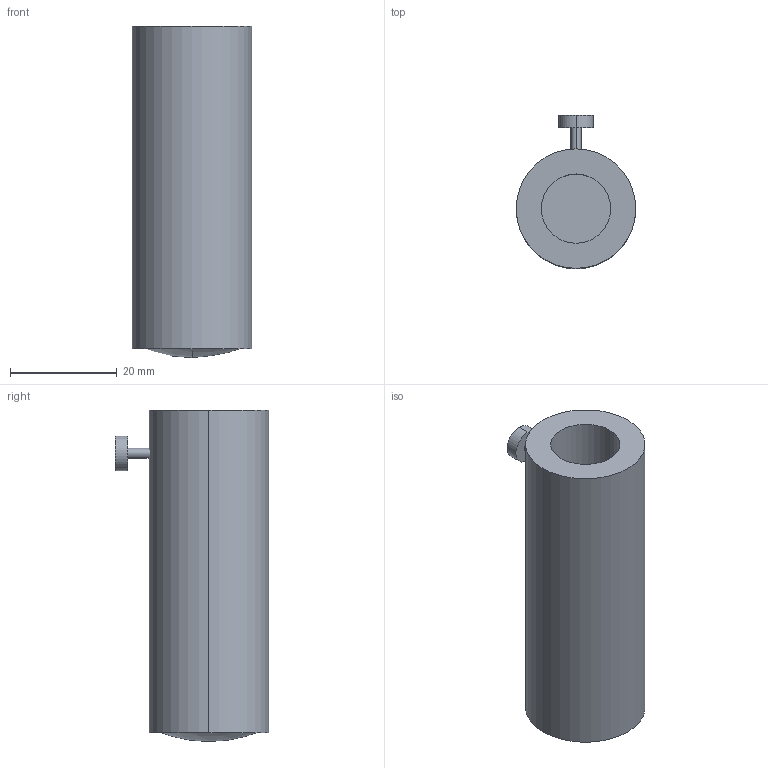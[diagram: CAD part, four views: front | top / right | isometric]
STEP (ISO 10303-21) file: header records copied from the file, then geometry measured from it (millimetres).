
FILE_DESCRIPTION (( 'STEP AP203' ), '1' );
FILE_NAME ('58836.step', '2012-07-12T22:44:14', ( 'EO' ), ( 'EO' ), 'SwSTEP 2.0', 'SolidWorks 2011', '' );
FILE_SCHEMA (( 'CONFIG_CONTROL_DESIGN' ));
Length unit declared in the file: inch
Products named in the file (1): 58836
Bounding box: 22.35 x 28.68 x 61.94 mm (x, y, z)
Volume: 14114 mm3; surface area: 7979.1 mm2
Topology: 2 solids, 2 shells, 22 faces, 42 edges, 27 vertices
Faces by surface type: cylinder 12, plane 6, sphere 2, cone 2
Entity records: 647 total; most frequent: DIRECTION 116, CARTESIAN_POINT 92, ORIENTED_EDGE 84, AXIS2_PLACEMENT_3D 51, EDGE_CURVE 42, CIRCLE 28, VERTEX_POINT 27, EDGE_LOOP 25
